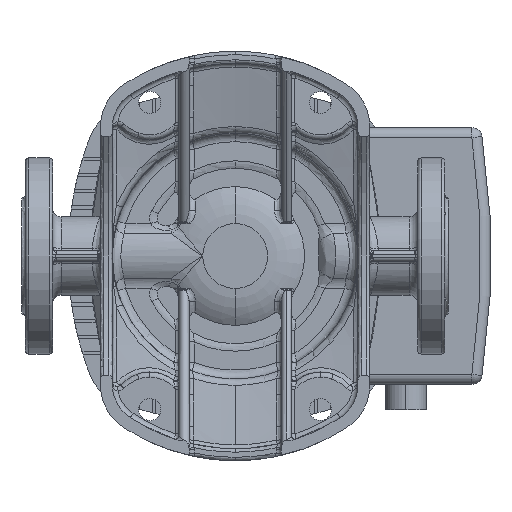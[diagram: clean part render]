
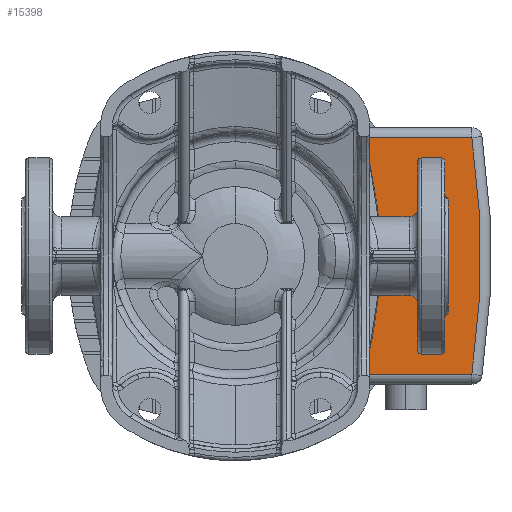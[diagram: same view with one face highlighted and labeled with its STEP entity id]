
A CAD part, front view. The second image highlights one B-rep face of the part: STEP entity #15398.
In plain terms, the highlighted face is planar.
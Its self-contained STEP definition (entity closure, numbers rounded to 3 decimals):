
#1883 = VECTOR ( 'NONE', #44623, 1000. ) ;
#2480 = VECTOR ( 'NONE', #60465, 1000. ) ;
#2517 = CARTESIAN_POINT ( 'NONE',  ( -98., 0., -106. ) ) ;
#4660 = ORIENTED_EDGE ( 'NONE', *, *, #22449, .F. ) ;
#4964 = DIRECTION ( 'NONE',  ( 0., 0., 1. ) ) ;
#5022 = VECTOR ( 'NONE', #60240, 1000. ) ;
#6522 = CARTESIAN_POINT ( 'NONE',  ( 61.937, 56., -106. ) ) ;
#6596 = VERTEX_POINT ( 'NONE', #52858 ) ;
#6867 = ORIENTED_EDGE ( 'NONE', *, *, #67080, .T. ) ;
#7143 = CARTESIAN_POINT ( 'NONE',  ( 69.25, 98., -106. ) ) ;
#7302 = VECTOR ( 'NONE', #17238, 1000. ) ;
#9518 = EDGE_CURVE ( 'NONE', #41616, #27252, #49941, .T. ) ;
#11139 = DIRECTION ( 'NONE',  ( 0., 0., 1. ) ) ;
#11963 = EDGE_CURVE ( 'NONE', #27252, #51081, #14015, .T. ) ;
#12258 = CARTESIAN_POINT ( 'NONE',  ( -69.25, 98., -106. ) ) ;
#13496 = EDGE_CURVE ( 'NONE', #62836, #54541, #56466, .T. ) ;
#14009 = CARTESIAN_POINT ( 'NONE',  ( -89.222, 58., -106. ) ) ;
#14015 = CIRCLE ( 'NONE', #68433, 462. ) ;
#15398 = ADVANCED_FACE ( 'NONE', ( #62832 ), #16570, .T. ) ;
#15477 = AXIS2_PLACEMENT_3D ( 'NONE', #16954, #38546, #38896 ) ;
#16570 = PLANE ( 'NONE',  #45707 ) ;
#16853 = EDGE_CURVE ( 'NONE', #29884, #61734, #25621, .T. ) ;
#16954 = CARTESIAN_POINT ( 'NONE',  ( 0., 0., -106. ) ) ;
#17238 = DIRECTION ( 'NONE',  ( 0., 1., 0. ) ) ;
#17252 = CARTESIAN_POINT ( 'NONE',  ( -98., 58., -106. ) ) ;
#17488 = DIRECTION ( 'NONE',  ( 1., 0., 0. ) ) ;
#17757 = ORIENTED_EDGE ( 'NONE', *, *, #31021, .T. ) ;
#19186 = ORIENTED_EDGE ( 'NONE', *, *, #11963, .T. ) ;
#19512 = CIRCLE ( 'NONE', #58350, 196. ) ;
#21501 = CARTESIAN_POINT ( 'NONE',  ( -69.25, 58., -106. ) ) ;
#22449 = EDGE_CURVE ( 'NONE', #41616, #61734, #64901, .T. ) ;
#25621 = CIRCLE ( 'NONE', #67778, 196. ) ;
#27252 = VERTEX_POINT ( 'NONE', #44154 ) ;
#27874 = DIRECTION ( 'NONE',  ( 1., 0., 0. ) ) ;
#29216 = CARTESIAN_POINT ( 'NONE',  ( -98., 56., -106. ) ) ;
#29884 = VERTEX_POINT ( 'NONE', #34844 ) ;
#30086 = DIRECTION ( 'NONE',  ( 1., 0., 0. ) ) ;
#31021 = EDGE_CURVE ( 'NONE', #51081, #54541, #59922, .T. ) ;
#31186 = CARTESIAN_POINT ( 'NONE',  ( 69.25, 58., -106. ) ) ;
#31485 = ORIENTED_EDGE ( 'NONE', *, *, #59022, .T. ) ;
#31881 = VERTEX_POINT ( 'NONE', #59574 ) ;
#34199 = LINE ( 'NONE', #53988, #5022 ) ;
#34844 = CARTESIAN_POINT ( 'NONE',  ( 89.83, 56., -106. ) ) ;
#37757 = CARTESIAN_POINT ( 'NONE',  ( 89.222, 58., -106. ) ) ;
#38546 = DIRECTION ( 'NONE',  ( 0., 0., -1. ) ) ;
#38896 = DIRECTION ( 'NONE',  ( 1., 0., 0. ) ) ;
#39760 = DIRECTION ( 'NONE',  ( 0., 0., 1. ) ) ;
#41616 = VERTEX_POINT ( 'NONE', #31186 ) ;
#43047 = EDGE_CURVE ( 'NONE', #51315, #29884, #34199, .T. ) ;
#43840 = CARTESIAN_POINT ( 'NONE',  ( 98., 0., -106. ) ) ;
#44120 = ORIENTED_EDGE ( 'NONE', *, *, #43047, .T. ) ;
#44154 = CARTESIAN_POINT ( 'NONE',  ( 69.25, 138.781, -106. ) ) ;
#44623 = DIRECTION ( 'NONE',  ( 0., -1., 0. ) ) ;
#45503 = CIRCLE ( 'NONE', #15477, 83.5 ) ;
#45707 = AXIS2_PLACEMENT_3D ( 'NONE', #47196, #57959, #58297 ) ;
#46048 = CARTESIAN_POINT ( 'NONE',  ( 0., -318., -106. ) ) ;
#46687 = VECTOR ( 'NONE', #59698, 1000. ) ;
#46727 = CARTESIAN_POINT ( 'NONE',  ( -98., 58., -106. ) ) ;
#46735 = DIRECTION ( 'NONE',  ( 0., -1., 0. ) ) ;
#47196 = CARTESIAN_POINT ( 'NONE',  ( 56., 98., -106. ) ) ;
#49941 = LINE ( 'NONE', #7143, #7302 ) ;
#50693 = ORIENTED_EDGE ( 'NONE', *, *, #52407, .T. ) ;
#50861 = ORIENTED_EDGE ( 'NONE', *, *, #9518, .T. ) ;
#51081 = VERTEX_POINT ( 'NONE', #60941 ) ;
#51315 = VERTEX_POINT ( 'NONE', #6522 ) ;
#52407 = EDGE_CURVE ( 'NONE', #31881, #6596, #60127, .T. ) ;
#52858 = CARTESIAN_POINT ( 'NONE',  ( -61.937, 56., -106. ) ) ;
#53786 = EDGE_LOOP ( 'NONE', ( #4660, #50861, #19186, #17757, #60049, #31485, #50693, #6867, #44120, #62545 ) ) ;
#53988 = CARTESIAN_POINT ( 'NONE',  ( -98., 56., -106. ) ) ;
#54541 = VERTEX_POINT ( 'NONE', #21501 ) ;
#56322 = VECTOR ( 'NONE', #30086, 1000. ) ;
#56466 = LINE ( 'NONE', #46727, #56322 ) ;
#57959 = DIRECTION ( 'NONE',  ( 0., 0., 1. ) ) ;
#58297 = DIRECTION ( 'NONE',  ( 0., -1., 0. ) ) ;
#58350 = AXIS2_PLACEMENT_3D ( 'NONE', #43840, #11139, #27874 ) ;
#59022 = EDGE_CURVE ( 'NONE', #62836, #31881, #19512, .T. ) ;
#59574 = CARTESIAN_POINT ( 'NONE',  ( -89.83, 56., -106. ) ) ;
#59698 = DIRECTION ( 'NONE',  ( 1., 0., 0. ) ) ;
#59922 = LINE ( 'NONE', #12258, #1883 ) ;
#60049 = ORIENTED_EDGE ( 'NONE', *, *, #13496, .F. ) ;
#60127 = LINE ( 'NONE', #29216, #2480 ) ;
#60240 = DIRECTION ( 'NONE',  ( 1., 0., 0. ) ) ;
#60465 = DIRECTION ( 'NONE',  ( 1., 0., 0. ) ) ;
#60941 = CARTESIAN_POINT ( 'NONE',  ( -69.25, 138.781, -106. ) ) ;
#61734 = VERTEX_POINT ( 'NONE', #37757 ) ;
#62545 = ORIENTED_EDGE ( 'NONE', *, *, #16853, .T. ) ;
#62832 = FACE_OUTER_BOUND ( 'NONE', #53786, .T. ) ;
#62836 = VERTEX_POINT ( 'NONE', #14009 ) ;
#64901 = LINE ( 'NONE', #17252, #46687 ) ;
#67080 = EDGE_CURVE ( 'NONE', #6596, #51315, #45503, .T. ) ;
#67778 = AXIS2_PLACEMENT_3D ( 'NONE', #2517, #39760, #17488 ) ;
#68433 = AXIS2_PLACEMENT_3D ( 'NONE', #46048, #4964, #46735 ) ;
